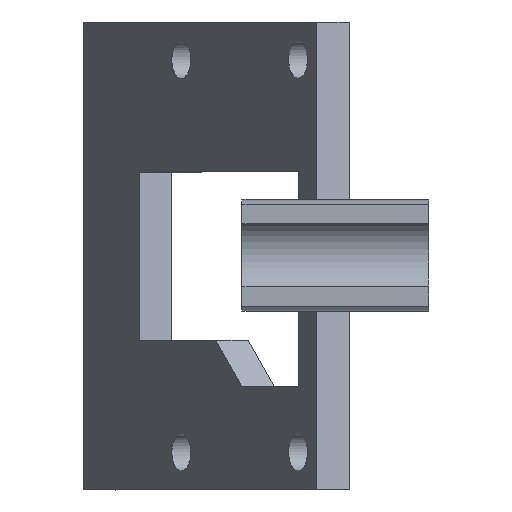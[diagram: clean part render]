
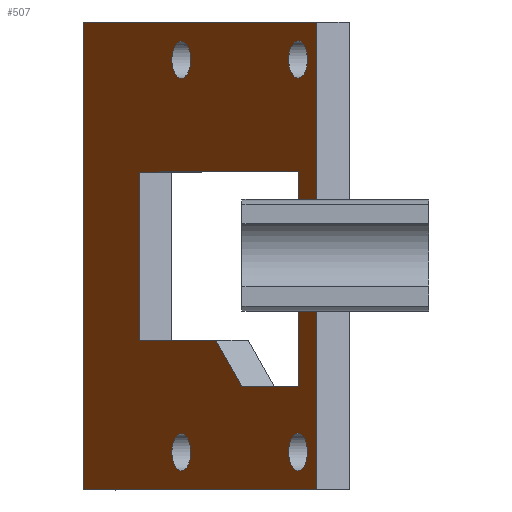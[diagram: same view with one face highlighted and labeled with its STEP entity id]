
A CAD part, top view. The second image highlights one B-rep face of the part: STEP entity #507.
In plain terms, the highlighted planar face has unit normal (-0.866, 0, 0.5).
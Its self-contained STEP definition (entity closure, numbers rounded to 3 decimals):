
#20=FACE_BOUND('',#98,.T.);
#21=FACE_BOUND('',#99,.T.);
#22=FACE_BOUND('',#100,.T.);
#23=FACE_BOUND('',#101,.T.);
#24=FACE_BOUND('',#102,.T.);
#36=CIRCLE('',#538,1.);
#38=CIRCLE('',#541,1.);
#40=CIRCLE('',#544,1.);
#42=CIRCLE('',#553,1.);
#65=FACE_OUTER_BOUND('',#97,.T.);
#97=EDGE_LOOP('',(#419,#420,#421,#422,#423,#424));
#98=EDGE_LOOP('',(#425));
#99=EDGE_LOOP('',(#426));
#100=EDGE_LOOP('',(#427));
#101=EDGE_LOOP('',(#428,#429,#430,#431,#432,#433));
#102=EDGE_LOOP('',(#434));
#124=LINE('',#757,#178);
#128=LINE('',#764,#182);
#131=LINE('',#770,#185);
#134=LINE('',#776,#188);
#137=LINE('',#782,#191);
#139=LINE('',#785,#193);
#144=LINE('',#800,#198);
#146=LINE('',#806,#200);
#149=LINE('',#812,#203);
#156=LINE('',#824,#210);
#157=LINE('',#826,#211);
#158=LINE('',#827,#212);
#178=VECTOR('',#619,10.);
#182=VECTOR('',#625,10.);
#185=VECTOR('',#630,10.);
#188=VECTOR('',#635,10.);
#191=VECTOR('',#640,10.);
#193=VECTOR('',#644,10.);
#198=VECTOR('',#657,10.);
#200=VECTOR('',#661,10.);
#203=VECTOR('',#666,10.);
#210=VECTOR('',#677,10.);
#211=VECTOR('',#680,10.);
#212=VECTOR('',#681,10.);
#228=VERTEX_POINT('',#735);
#230=VERTEX_POINT('',#741);
#232=VERTEX_POINT('',#747);
#235=VERTEX_POINT('',#754);
#236=VERTEX_POINT('',#756);
#238=VERTEX_POINT('',#762);
#240=VERTEX_POINT('',#768);
#242=VERTEX_POINT('',#774);
#244=VERTEX_POINT('',#780);
#246=VERTEX_POINT('',#789);
#248=VERTEX_POINT('',#794);
#250=VERTEX_POINT('',#798);
#251=VERTEX_POINT('',#802);
#253=VERTEX_POINT('',#805);
#255=VERTEX_POINT('',#811);
#258=VERTEX_POINT('',#822);
#276=EDGE_CURVE('',#228,#228,#36,.T.);
#279=EDGE_CURVE('',#230,#230,#38,.T.);
#282=EDGE_CURVE('',#232,#232,#40,.T.);
#285=EDGE_CURVE('',#236,#235,#124,.T.);
#289=EDGE_CURVE('',#235,#238,#128,.T.);
#292=EDGE_CURVE('',#238,#240,#131,.T.);
#295=EDGE_CURVE('',#240,#242,#134,.T.);
#298=EDGE_CURVE('',#242,#244,#137,.T.);
#300=EDGE_CURVE('',#244,#236,#139,.T.);
#303=EDGE_CURVE('',#246,#246,#42,.T.);
#307=EDGE_CURVE('',#248,#250,#144,.T.);
#309=EDGE_CURVE('',#253,#251,#146,.T.);
#312=EDGE_CURVE('',#255,#250,#149,.T.);
#319=EDGE_CURVE('',#255,#258,#156,.T.);
#320=EDGE_CURVE('',#253,#258,#157,.T.);
#321=EDGE_CURVE('',#248,#251,#158,.T.);
#419=ORIENTED_EDGE('',*,*,#319,.T.);
#420=ORIENTED_EDGE('',*,*,#320,.F.);
#421=ORIENTED_EDGE('',*,*,#309,.T.);
#422=ORIENTED_EDGE('',*,*,#321,.F.);
#423=ORIENTED_EDGE('',*,*,#307,.T.);
#424=ORIENTED_EDGE('',*,*,#312,.F.);
#425=ORIENTED_EDGE('',*,*,#276,.T.);
#426=ORIENTED_EDGE('',*,*,#279,.T.);
#427=ORIENTED_EDGE('',*,*,#282,.T.);
#428=ORIENTED_EDGE('',*,*,#285,.T.);
#429=ORIENTED_EDGE('',*,*,#289,.T.);
#430=ORIENTED_EDGE('',*,*,#292,.T.);
#431=ORIENTED_EDGE('',*,*,#295,.T.);
#432=ORIENTED_EDGE('',*,*,#298,.T.);
#433=ORIENTED_EDGE('',*,*,#300,.T.);
#434=ORIENTED_EDGE('',*,*,#303,.T.);
#481=PLANE('',#559);
#507=ADVANCED_FACE('',(#65,#20,#21,#22,#23,#24),#481,.T.);
#538=AXIS2_PLACEMENT_3D('',#737,#599,#600);
#541=AXIS2_PLACEMENT_3D('',#743,#606,#607);
#544=AXIS2_PLACEMENT_3D('',#749,#613,#614);
#553=AXIS2_PLACEMENT_3D('',#791,#650,#651);
#559=AXIS2_PLACEMENT_3D('',#825,#678,#679);
#599=DIRECTION('center_axis',(0.866,0.,-0.5));
#600=DIRECTION('ref_axis',(0.,1.,0.));
#606=DIRECTION('center_axis',(0.866,0.,-0.5));
#607=DIRECTION('ref_axis',(0.,1.,0.));
#613=DIRECTION('center_axis',(0.866,0.,-0.5));
#614=DIRECTION('ref_axis',(0.,1.,0.));
#619=DIRECTION('',(-0.5,0.,-0.866));
#625=DIRECTION('',(-0.373,0.666,-0.646));
#630=DIRECTION('',(-0.5,0.,-0.866));
#635=DIRECTION('',(0.,1.,0.));
#640=DIRECTION('',(0.5,0.,0.866));
#644=DIRECTION('',(0.,-1.,0.));
#650=DIRECTION('center_axis',(0.866,0.,-0.5));
#651=DIRECTION('ref_axis',(0.,1.,0.));
#657=DIRECTION('',(0.,1.,0.));
#661=DIRECTION('',(0.,1.,0.));
#666=DIRECTION('',(0.5,0.,0.866));
#677=DIRECTION('',(0.,-1.,0.));
#678=DIRECTION('center_axis',(-0.866,0.,0.5));
#679=DIRECTION('ref_axis',(-0.5,0.,-0.866));
#680=DIRECTION('',(-0.5,0.,-0.866));
#681=DIRECTION('',(0.,-1.,0.));
#735=CARTESIAN_POINT('',(3.,-11.5,-11.232));
#737=CARTESIAN_POINT('Origin',(3.,-10.5,-11.232));
#741=CARTESIAN_POINT('',(-3.25,-11.5,-22.057));
#743=CARTESIAN_POINT('Origin',(-3.25,-10.5,-22.057));
#747=CARTESIAN_POINT('',(3.,9.5,-11.232));
#749=CARTESIAN_POINT('Origin',(3.,10.5,-11.232));
#754=CARTESIAN_POINT('',(0.,-7.,-16.428));
#756=CARTESIAN_POINT('',(3.,-7.,-11.232));
#757=CARTESIAN_POINT('',(2.,-7.,-12.964));
#762=CARTESIAN_POINT('',(-1.4,-4.5,-18.853));
#764=CARTESIAN_POINT('',(-0.208,-6.628,-16.789));
#768=CARTESIAN_POINT('',(-5.5,-4.5,-25.954));
#770=CARTESIAN_POINT('',(-0.75,-4.5,-17.727));
#774=CARTESIAN_POINT('',(-5.5,4.5,-25.954));
#776=CARTESIAN_POINT('',(-5.5,1.25,-25.954));
#780=CARTESIAN_POINT('',(3.,4.5,-11.232));
#782=CARTESIAN_POINT('',(3.5,4.5,-10.366));
#785=CARTESIAN_POINT('',(3.,-4.5,-11.232));
#789=CARTESIAN_POINT('',(-3.25,9.5,-22.057));
#791=CARTESIAN_POINT('Origin',(-3.25,10.5,-22.057));
#794=CARTESIAN_POINT('',(4.,2.,-9.5));
#798=CARTESIAN_POINT('',(4.,12.5,-9.5));
#800=CARTESIAN_POINT('',(4.,-2.,-9.5));
#802=CARTESIAN_POINT('',(4.,-2.,-9.5));
#805=CARTESIAN_POINT('',(4.,-12.5,-9.5));
#806=CARTESIAN_POINT('',(4.,-2.,-9.5));
#811=CARTESIAN_POINT('',(-8.5,12.5,-31.151));
#812=CARTESIAN_POINT('',(4.,12.5,-9.5));
#822=CARTESIAN_POINT('',(-8.5,-12.5,-31.151));
#824=CARTESIAN_POINT('',(-8.5,-2.,-31.151));
#825=CARTESIAN_POINT('Origin',(4.,-2.,-9.5));
#826=CARTESIAN_POINT('',(4.,-12.5,-9.5));
#827=CARTESIAN_POINT('',(4.,0.,-9.5));
